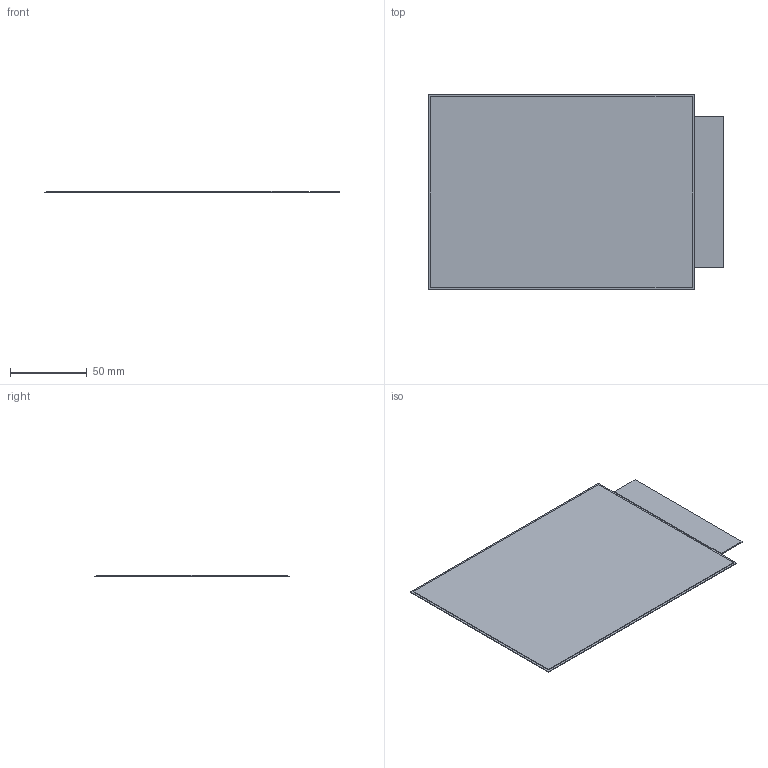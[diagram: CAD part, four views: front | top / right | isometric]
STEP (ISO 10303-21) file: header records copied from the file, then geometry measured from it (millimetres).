
FILE_DESCRIPTION(('FreeCAD Model'),'2;1');
FILE_NAME('Open CASCADE Shape Model','2024-06-30T23:36:11',('FreeCAD'),( 'FreeCAD'),'Open CASCADE STEP processor 7.6','FreeCAD','Unknown');
FILE_SCHEMA(('AUTOMOTIVE_DESIGN { 1 0 10303 214 1 1 1 1 }'));
Length unit declared in the file: millimetre
Products named in the file (1): Open CASCADE STEP translator 7.6 10
Bounding box: 193.1 x 127.6 x 0.84 mm (x, y, z)
Volume: 18547.5 mm3; surface area: 48746.8 mm2
Topology: 1 solids, 1 shells, 18 faces, 41 edges, 26 vertices
Faces by surface type: plane 18
Entity records: 503 total; most frequent: CARTESIAN_POINT 86, ORIENTED_EDGE 82, DIRECTION 79, EDGE_CURVE 41, LINE 41, VECTOR 41, VERTEX_POINT 26, AXIS2_PLACEMENT_3D 19
